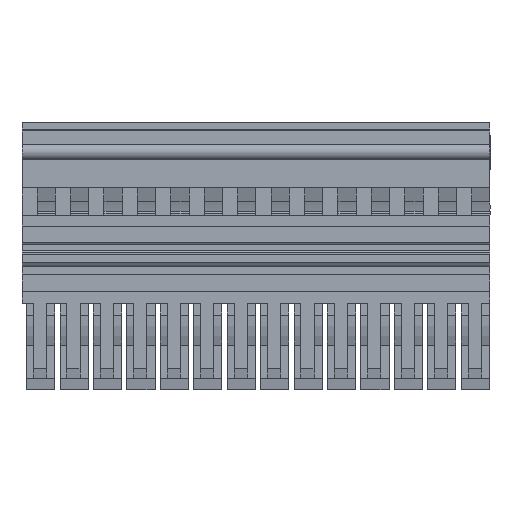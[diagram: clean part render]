
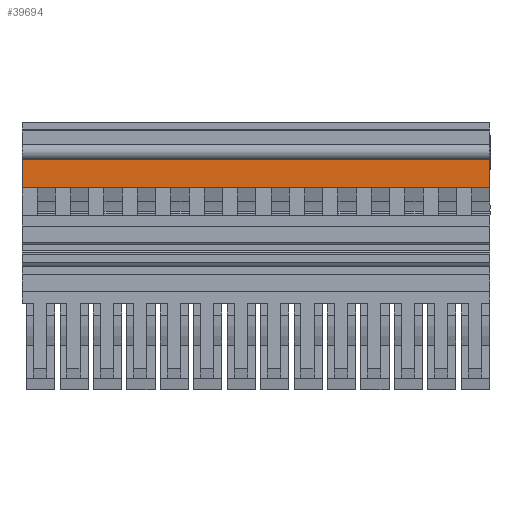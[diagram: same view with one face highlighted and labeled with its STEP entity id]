
A CAD part, front view. The second image highlights one B-rep face of the part: STEP entity #39694.
In plain terms, the highlighted planar face has unit normal (0, -1, 0).
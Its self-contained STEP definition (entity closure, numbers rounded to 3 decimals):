
#39450=AXIS2_PLACEMENT_3D('Plane Axis2P3D',#39447,#39448,#39449) ;
#1310=CARTESIAN_POINT('Vertex',(0.,0.6,30.772)) ;
#1313=CARTESIAN_POINT('Line Origine',(0.,0.6,32.963)) ;
#1317=CARTESIAN_POINT('Vertex',(0.,0.6,35.155)) ;
#39447=CARTESIAN_POINT('Axis2P3D Location',(76.5,0.6,14.7)) ;
#39575=CARTESIAN_POINT('Line Origine',(35.7,0.6,30.772)) ;
#39579=CARTESIAN_POINT('Vertex',(71.4,0.6,30.772)) ;
#39676=CARTESIAN_POINT('Line Origine',(71.4,0.6,32.963)) ;
#39680=CARTESIAN_POINT('Vertex',(71.4,0.6,35.155)) ;
#39683=CARTESIAN_POINT('Line Origine',(35.7,0.6,35.155)) ;
#1314=DIRECTION('Vector Direction',(0.,0.,1.)) ;
#39448=DIRECTION('Axis2P3D Direction',(0.,1.,0.)) ;
#39449=DIRECTION('Axis2P3D XDirection',(0.,0.,1.)) ;
#39576=DIRECTION('Vector Direction',(-1.,0.,0.)) ;
#39677=DIRECTION('Vector Direction',(0.,0.,1.)) ;
#39684=DIRECTION('Vector Direction',(-1.,0.,0.)) ;
#1315=VECTOR('Line Direction',#1314,1.) ;
#39577=VECTOR('Line Direction',#39576,1.) ;
#39678=VECTOR('Line Direction',#39677,1.) ;
#39685=VECTOR('Line Direction',#39684,1.) ;
#39689=ORIENTED_EDGE('',*,*,#39682,.T.) ;
#39690=ORIENTED_EDGE('',*,*,#39687,.T.) ;
#39691=ORIENTED_EDGE('',*,*,#1319,.T.) ;
#39692=ORIENTED_EDGE('',*,*,#39581,.F.) ;
#39694=ADVANCED_FACE('V1',(#39693),#39451,.F.) ;
#1319=EDGE_CURVE('',#1318,#1311,#1316,.F.) ;
#39581=EDGE_CURVE('',#39580,#1311,#39578,.T.) ;
#39682=EDGE_CURVE('',#39580,#39681,#39679,.T.) ;
#39687=EDGE_CURVE('',#39681,#1318,#39686,.T.) ;
#39688=EDGE_LOOP('',(#39689,#39690,#39691,#39692)) ;
#39693=FACE_OUTER_BOUND('',#39688,.T.) ;
#1316=LINE('Line',#1313,#1315) ;
#39578=LINE('Line',#39575,#39577) ;
#39679=LINE('Line',#39676,#39678) ;
#39686=LINE('Line',#39683,#39685) ;
#39451=PLANE('',#39450) ;
#1311=VERTEX_POINT('',#1310) ;
#1318=VERTEX_POINT('',#1317) ;
#39580=VERTEX_POINT('',#39579) ;
#39681=VERTEX_POINT('',#39680) ;
